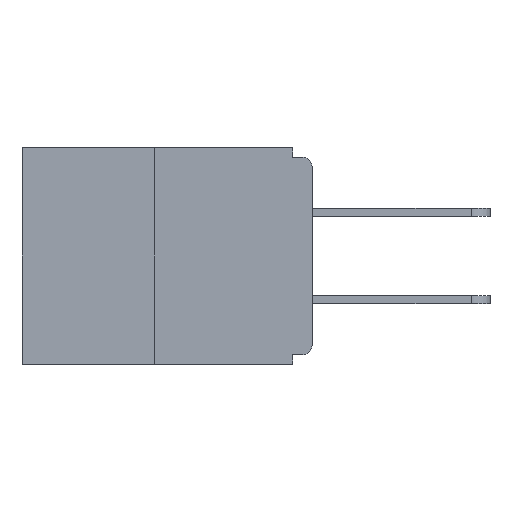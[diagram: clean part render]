
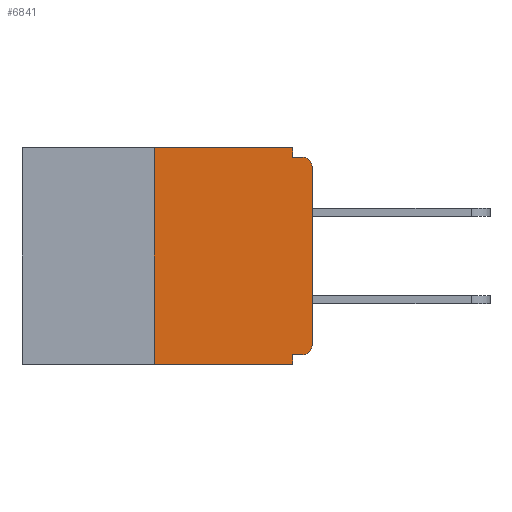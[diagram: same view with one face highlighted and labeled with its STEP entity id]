
A CAD part, left-side view. The second image highlights one B-rep face of the part: STEP entity #6841.
In plain terms, the highlighted planar face has unit normal (-1, 0, 0).
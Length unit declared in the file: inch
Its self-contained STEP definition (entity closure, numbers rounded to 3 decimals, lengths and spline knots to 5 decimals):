
#70 = DIRECTION ( 'NONE',  ( 0., 0., 1. ) ) ;
#132 = CARTESIAN_POINT ( 'NONE',  ( 0., 0., 0. ) ) ;
#212 = LINE ( 'NONE', #9692, #11933 ) ;
#241 = LINE ( 'NONE', #2733, #15397 ) ;
#319 = VERTEX_POINT ( 'NONE', #3040 ) ;
#412 = EDGE_CURVE ( 'NONE', #14589, #7433, #9534, .T. ) ;
#590 = DIRECTION ( 'NONE',  ( 0., 0., -1. ) ) ;
#949 = ORIENTED_EDGE ( 'NONE', *, *, #12877, .F. ) ;
#1574 = LINE ( 'NONE', #9008, #9168 ) ;
#1957 = DIRECTION ( 'NONE',  ( 0., 0., -1. ) ) ;
#1961 = CARTESIAN_POINT ( 'NONE',  ( 0., 0.25, 0. ) ) ;
#2130 = EDGE_LOOP ( 'NONE', ( #949, #7223, #14335, #7102, #2291, #4554, #6423, #7345, #3190, #15112 ) ) ;
#2227 = CARTESIAN_POINT ( 'NONE',  ( 0., 0.031, 0. ) ) ;
#2289 = LINE ( 'NONE', #1961, #15351 ) ;
#2291 = ORIENTED_EDGE ( 'NONE', *, *, #14565, .F. ) ;
#2296 = EDGE_CURVE ( 'NONE', #7433, #9290, #10245, .T. ) ;
#2492 = EDGE_CURVE ( 'NONE', #319, #10116, #11586, .T. ) ;
#2523 = CIRCLE ( 'NONE', #8020, 0.015 ) ;
#2676 = DIRECTION ( 'NONE',  ( -1., 0., 0. ) ) ;
#2701 = EDGE_CURVE ( 'NONE', #5215, #7354, #212, .T. ) ;
#2733 = CARTESIAN_POINT ( 'NONE',  ( 0., 0.46, -0.343 ) ) ;
#2961 = DIRECTION ( 'NONE',  ( 0., -1., 0. ) ) ;
#3040 = CARTESIAN_POINT ( 'NONE',  ( 0., 0.031, -0.328 ) ) ;
#3190 = ORIENTED_EDGE ( 'NONE', *, *, #2701, .F. ) ;
#3349 = PLANE ( 'NONE',  #13932 ) ;
#4165 = FACE_OUTER_BOUND ( 'NONE', #2130, .T. ) ;
#4328 = CARTESIAN_POINT ( 'NONE',  ( 0., 0.031, 0. ) ) ;
#4353 = DIRECTION ( 'NONE',  ( 0., 0., -1. ) ) ;
#4554 = ORIENTED_EDGE ( 'NONE', *, *, #412, .T. ) ;
#4899 = DIRECTION ( 'NONE',  ( 0., 0., -1. ) ) ;
#5215 = VERTEX_POINT ( 'NONE', #11230 ) ;
#5553 = CARTESIAN_POINT ( 'NONE',  ( 0., 0., -0.03 ) ) ;
#5719 = VECTOR ( 'NONE', #70, 39.37008 ) ;
#5745 = DIRECTION ( 'NONE',  ( 0., 1., 0. ) ) ;
#5960 = CARTESIAN_POINT ( 'NONE',  ( 0., 0.031, -0.343 ) ) ;
#6169 = CARTESIAN_POINT ( 'NONE',  ( 0., 0.015, -0.328 ) ) ;
#6411 = CARTESIAN_POINT ( 'NONE',  ( 0., 0.25, -0.343 ) ) ;
#6423 = ORIENTED_EDGE ( 'NONE', *, *, #2296, .T. ) ;
#6467 = CARTESIAN_POINT ( 'NONE',  ( 0., 0., -0.313 ) ) ;
#6475 = LINE ( 'NONE', #10554, #7387 ) ;
#6544 = CARTESIAN_POINT ( 'NONE',  ( 0., 0.015, -0.313 ) ) ;
#6841 = ADVANCED_FACE ( 'NONE', ( #4165 ), #3349, .F. ) ;
#7102 = ORIENTED_EDGE ( 'NONE', *, *, #2492, .F. ) ;
#7223 = ORIENTED_EDGE ( 'NONE', *, *, #11069, .F. ) ;
#7345 = ORIENTED_EDGE ( 'NONE', *, *, #13598, .T. ) ;
#7354 = VERTEX_POINT ( 'NONE', #9731 ) ;
#7387 = VECTOR ( 'NONE', #5745, 39.37008 ) ;
#7433 = VERTEX_POINT ( 'NONE', #6467 ) ;
#7467 = VERTEX_POINT ( 'NONE', #6411 ) ;
#7938 = DIRECTION ( 'NONE',  ( 0., 0., 1. ) ) ;
#8020 = AXIS2_PLACEMENT_3D ( 'NONE', #12169, #2676, #4899 ) ;
#8131 = LINE ( 'NONE', #4328, #14936 ) ;
#9008 = CARTESIAN_POINT ( 'NONE',  ( 0., 0.46, 0. ) ) ;
#9168 = VECTOR ( 'NONE', #12811, 39.37008 ) ;
#9290 = VERTEX_POINT ( 'NONE', #5553 ) ;
#9436 = DIRECTION ( 'NONE',  ( 0., 0., -1. ) ) ;
#9534 = CIRCLE ( 'NONE', #13862, 0.015 ) ;
#9692 = CARTESIAN_POINT ( 'NONE',  ( 0., 0., -0.015 ) ) ;
#9731 = CARTESIAN_POINT ( 'NONE',  ( 0., 0.015, -0.015 ) ) ;
#10116 = VERTEX_POINT ( 'NONE', #5960 ) ;
#10245 = LINE ( 'NONE', #132, #5719 ) ;
#10447 = CARTESIAN_POINT ( 'NONE',  ( 0., 0.46, 0. ) ) ;
#10532 = VERTEX_POINT ( 'NONE', #14400 ) ;
#10554 = CARTESIAN_POINT ( 'NONE',  ( 0., 0., -0.328 ) ) ;
#11069 = EDGE_CURVE ( 'NONE', #7467, #10532, #2289, .T. ) ;
#11230 = CARTESIAN_POINT ( 'NONE',  ( 0., 0.031, -0.015 ) ) ;
#11383 = VECTOR ( 'NONE', #4353, 39.37008 ) ;
#11557 = EDGE_CURVE ( 'NONE', #13822, #5215, #8131, .T. ) ;
#11586 = LINE ( 'NONE', #13615, #11383 ) ;
#11773 = DIRECTION ( 'NONE',  ( 1., 0., 0. ) ) ;
#11933 = VECTOR ( 'NONE', #13335, 39.37008 ) ;
#12169 = CARTESIAN_POINT ( 'NONE',  ( 0., 0.015, -0.03 ) ) ;
#12811 = DIRECTION ( 'NONE',  ( 0., -1., 0. ) ) ;
#12877 = EDGE_CURVE ( 'NONE', #10532, #13822, #1574, .T. ) ;
#13288 = EDGE_CURVE ( 'NONE', #7467, #10116, #241, .T. ) ;
#13335 = DIRECTION ( 'NONE',  ( 0., -1., 0. ) ) ;
#13598 = EDGE_CURVE ( 'NONE', #9290, #7354, #2523, .T. ) ;
#13615 = CARTESIAN_POINT ( 'NONE',  ( 0., 0.031, -0.343 ) ) ;
#13820 = DIRECTION ( 'NONE',  ( -1., 0., 0. ) ) ;
#13822 = VERTEX_POINT ( 'NONE', #2227 ) ;
#13862 = AXIS2_PLACEMENT_3D ( 'NONE', #6544, #13820, #590 ) ;
#13932 = AXIS2_PLACEMENT_3D ( 'NONE', #10447, #11773, #9436 ) ;
#14335 = ORIENTED_EDGE ( 'NONE', *, *, #13288, .T. ) ;
#14400 = CARTESIAN_POINT ( 'NONE',  ( 0., 0.25, 0. ) ) ;
#14565 = EDGE_CURVE ( 'NONE', #14589, #319, #6475, .T. ) ;
#14589 = VERTEX_POINT ( 'NONE', #6169 ) ;
#14936 = VECTOR ( 'NONE', #1957, 39.37008 ) ;
#15112 = ORIENTED_EDGE ( 'NONE', *, *, #11557, .F. ) ;
#15351 = VECTOR ( 'NONE', #7938, 39.37008 ) ;
#15397 = VECTOR ( 'NONE', #2961, 39.37008 ) ;
